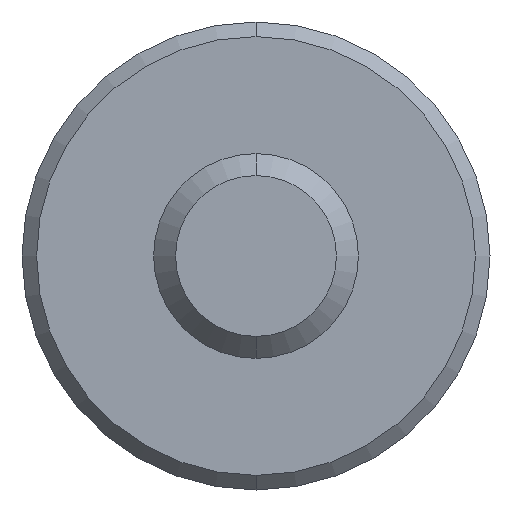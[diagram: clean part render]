
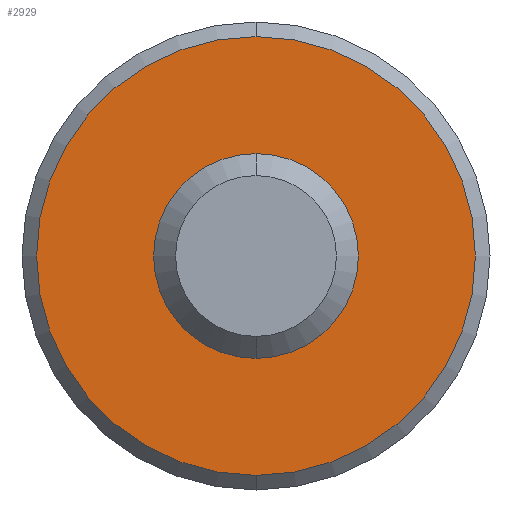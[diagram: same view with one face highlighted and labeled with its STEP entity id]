
A CAD part, front view. The second image highlights one B-rep face of the part: STEP entity #2929.
In plain terms, the highlighted planar face has unit normal (0, -1, 0).
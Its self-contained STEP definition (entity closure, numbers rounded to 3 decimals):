
#170 = AXIS2_PLACEMENT_3D ( 'NONE', #474, #2779, #3387 ) ;
#176 = EDGE_CURVE ( 'Defeature ausgef�hrt2_4+Defeature ausgef�hrt2_3+Defeature ausgef�hrt2_3+Defeature ausgef�hrt2_3', #1813, #3673, #2401, .T. ) ;
#223 = PLANE ( 'NONE',  #3649 ) ;
#233 = ORIENTED_EDGE ( 'NONE', *, *, #265, .F. ) ;
#256 = DIRECTION ( 'NONE',  ( 0., 0., 1. ) ) ;
#265 = EDGE_CURVE ( 'Defeature ausgef�hrt2_4+Defeature ausgef�hrt2_3+Defeature ausgef�hrt2_3+Defeature ausgef�hrt2_3', #3673, #1813, #592, .T. ) ;
#412 = VERTEX_POINT ( 'NONE', #1158 ) ;
#455 = DIRECTION ( 'NONE',  ( 0., 0., 1. ) ) ;
#474 = CARTESIAN_POINT ( 'NONE',  ( 0., -52., 0. ) ) ;
#477 = DIRECTION ( 'NONE',  ( 0., 1., 0. ) ) ;
#533 = CARTESIAN_POINT ( 'NONE',  ( 15., -52., 0. ) ) ;
#592 = CIRCLE ( 'NONE', #2666, 15. ) ;
#715 = CIRCLE ( 'NONE', #2184, 7. ) ;
#1055 = EDGE_LOOP ( 'NONE', ( #1141, #1615 ) ) ;
#1083 = VERTEX_POINT ( 'NONE', #2510 ) ;
#1141 = ORIENTED_EDGE ( 'NONE', *, *, #2748, .T. ) ;
#1158 = CARTESIAN_POINT ( 'NONE',  ( 0., -52., 7. ) ) ;
#1516 = FACE_OUTER_BOUND ( 'NONE', #3628, .T. ) ;
#1615 = ORIENTED_EDGE ( 'NONE', *, *, #3037, .T. ) ;
#1639 = DIRECTION ( 'NONE',  ( 0., 0., 1. ) ) ;
#1813 = VERTEX_POINT ( 'NONE', #3595 ) ;
#1983 = ORIENTED_EDGE ( 'NONE', *, *, #176, .F. ) ;
#2184 = AXIS2_PLACEMENT_3D ( 'NONE', #2208, #3193, #455 ) ;
#2208 = CARTESIAN_POINT ( 'NONE',  ( 0., -52., 0. ) ) ;
#2401 = CIRCLE ( 'NONE', #3749, 15. ) ;
#2510 = CARTESIAN_POINT ( 'NONE',  ( 0., -52., -7. ) ) ;
#2542 = CARTESIAN_POINT ( 'NONE',  ( 0., -52., 0. ) ) ;
#2653 = CIRCLE ( 'NONE', #170, 7. ) ;
#2656 = DIRECTION ( 'NONE',  ( 0., 1., 0. ) ) ;
#2666 = AXIS2_PLACEMENT_3D ( 'NONE', #2542, #477, #1639 ) ;
#2748 = EDGE_CURVE ( 'Defeature ausgef�hrt2_3+Defeature ausgef�hrt2_2+Defeature ausgef�hrt2_2+Defeature ausgef�hrt2_2', #412, #1083, #2653, .T. ) ;
#2779 = DIRECTION ( 'NONE',  ( 0., 1., 0. ) ) ;
#2880 = DIRECTION ( 'NONE',  ( 0., 1., 0. ) ) ;
#2896 = CARTESIAN_POINT ( 'NONE',  ( 0., -52., 0. ) ) ;
#2929 = ADVANCED_FACE ( 'Defeature ausgef�hrt2_3', ( #1516, #3785 ), #223, .F. ) ;
#3037 = EDGE_CURVE ( 'Defeature ausgef�hrt2_3+Defeature ausgef�hrt2_2+Defeature ausgef�hrt2_2+Defeature ausgef�hrt2_2', #1083, #412, #715, .T. ) ;
#3193 = DIRECTION ( 'NONE',  ( 0., 1., 0. ) ) ;
#3201 = DIRECTION ( 'NONE',  ( 0., 0., 1. ) ) ;
#3387 = DIRECTION ( 'NONE',  ( 0., 0., 1. ) ) ;
#3390 = CARTESIAN_POINT ( 'NONE',  ( 0., -52., -15. ) ) ;
#3595 = CARTESIAN_POINT ( 'NONE',  ( 0., -52., 15. ) ) ;
#3628 = EDGE_LOOP ( 'NONE', ( #1983, #233 ) ) ;
#3649 = AXIS2_PLACEMENT_3D ( 'NONE', #533, #2880, #3201 ) ;
#3673 = VERTEX_POINT ( 'NONE', #3390 ) ;
#3749 = AXIS2_PLACEMENT_3D ( 'NONE', #2896, #2656, #256 ) ;
#3785 = FACE_BOUND ( 'NONE', #1055, .T. ) ;
